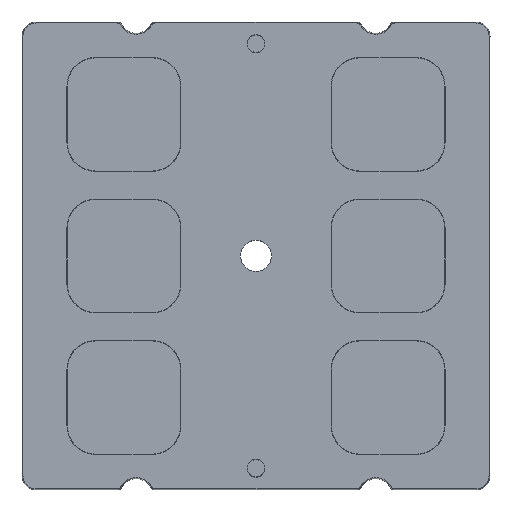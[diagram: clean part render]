
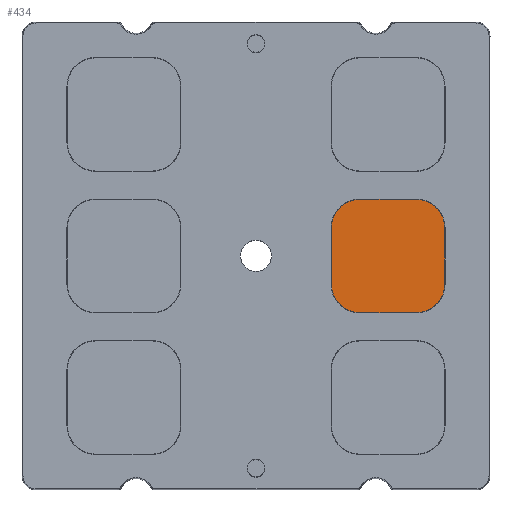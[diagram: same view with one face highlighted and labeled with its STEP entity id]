
A CAD part, top view. The second image highlights one B-rep face of the part: STEP entity #434.
In plain terms, the highlighted planar face has unit normal (0, 0, 1).
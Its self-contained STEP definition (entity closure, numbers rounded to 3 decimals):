
#258=CIRCLE('',#3907,3.);
#259=CIRCLE('',#3908,3.);
#260=CIRCLE('',#3909,3.);
#261=CIRCLE('',#3910,3.);
#434=ADVANCED_FACE('',(#734),#625,.T.);
#625=PLANE('',#3911);
#734=FACE_OUTER_BOUND('',#943,.T.);
#943=EDGE_LOOP('',(#1383,#1384,#1385,#1386,#1387,#1388,#1389,#1390));
#1383=ORIENTED_EDGE('',*,*,#2835,.T.);
#1384=ORIENTED_EDGE('',*,*,#2836,.F.);
#1385=ORIENTED_EDGE('',*,*,#2837,.T.);
#1386=ORIENTED_EDGE('',*,*,#2838,.F.);
#1387=ORIENTED_EDGE('',*,*,#2839,.T.);
#1388=ORIENTED_EDGE('',*,*,#2840,.F.);
#1389=ORIENTED_EDGE('',*,*,#2841,.T.);
#1390=ORIENTED_EDGE('',*,*,#2842,.F.);
#2455=VERTEX_POINT('',#5779);
#2456=VERTEX_POINT('',#5780);
#2457=VERTEX_POINT('',#5782);
#2458=VERTEX_POINT('',#5784);
#2459=VERTEX_POINT('',#5786);
#2460=VERTEX_POINT('',#5788);
#2461=VERTEX_POINT('',#5790);
#2462=VERTEX_POINT('',#5792);
#2835=EDGE_CURVE('',#2455,#2456,#3259,.T.);
#2836=EDGE_CURVE('',#2457,#2456,#258,.T.);
#2837=EDGE_CURVE('',#2457,#2458,#3260,.T.);
#2838=EDGE_CURVE('',#2459,#2458,#259,.T.);
#2839=EDGE_CURVE('',#2459,#2460,#3261,.T.);
#2840=EDGE_CURVE('',#2461,#2460,#260,.T.);
#2841=EDGE_CURVE('',#2461,#2462,#3262,.T.);
#2842=EDGE_CURVE('',#2455,#2462,#261,.T.);
#3259=LINE('',#5778,#3602);
#3260=LINE('',#5783,#3603);
#3261=LINE('',#5787,#3604);
#3262=LINE('',#5791,#3605);
#3602=VECTOR('',#4388,1.);
#3603=VECTOR('',#4391,1.);
#3604=VECTOR('',#4394,1.);
#3605=VECTOR('',#4397,1.);
#3907=AXIS2_PLACEMENT_3D('',#5781,#4389,#4390);
#3908=AXIS2_PLACEMENT_3D('',#5785,#4392,#4393);
#3909=AXIS2_PLACEMENT_3D('',#5789,#4395,#4396);
#3910=AXIS2_PLACEMENT_3D('',#5793,#4398,#4399);
#3911=AXIS2_PLACEMENT_3D('',#5794,#4400,#4401);
#4388=DIRECTION('',(1.,0.,0.));
#4389=DIRECTION('',(0.,0.,-1.));
#4390=DIRECTION('',(1.,0.,0.));
#4391=DIRECTION('',(0.,1.,0.));
#4392=DIRECTION('',(0.,0.,-1.));
#4393=DIRECTION('',(1.,0.,0.));
#4394=DIRECTION('',(-1.,0.,0.));
#4395=DIRECTION('',(0.,0.,-1.));
#4396=DIRECTION('',(1.,0.,0.));
#4397=DIRECTION('',(0.,-1.,0.));
#4398=DIRECTION('',(0.,0.,-1.));
#4399=DIRECTION('',(1.,0.,0.));
#4400=DIRECTION('',(0.,0.,1.));
#4401=DIRECTION('',(-1.,0.,0.));
#5778=CARTESIAN_POINT('',(14.,-6.,-0.75));
#5779=CARTESIAN_POINT('',(11.,-6.,-0.75));
#5780=CARTESIAN_POINT('',(17.,-6.,-0.75));
#5781=CARTESIAN_POINT('',(17.,-3.,-0.75));
#5782=CARTESIAN_POINT('',(20.,-3.,-0.75));
#5783=CARTESIAN_POINT('',(20.,0.,-0.75));
#5784=CARTESIAN_POINT('',(20.,3.,-0.75));
#5785=CARTESIAN_POINT('',(17.,3.,-0.75));
#5786=CARTESIAN_POINT('',(17.,6.,-0.75));
#5787=CARTESIAN_POINT('',(14.,6.,-0.75));
#5788=CARTESIAN_POINT('',(11.,6.,-0.75));
#5789=CARTESIAN_POINT('',(11.,3.,-0.75));
#5790=CARTESIAN_POINT('',(8.,3.,-0.75));
#5791=CARTESIAN_POINT('',(8.,0.,-0.75));
#5792=CARTESIAN_POINT('',(8.,-3.,-0.75));
#5793=CARTESIAN_POINT('',(11.,-3.,-0.75));
#5794=CARTESIAN_POINT('',(0.,0.,-0.75));
